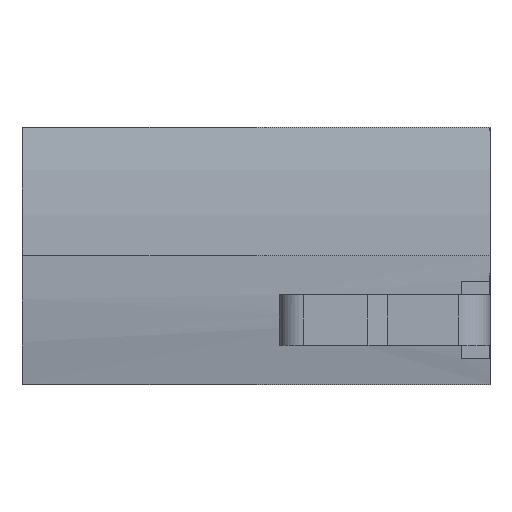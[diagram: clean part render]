
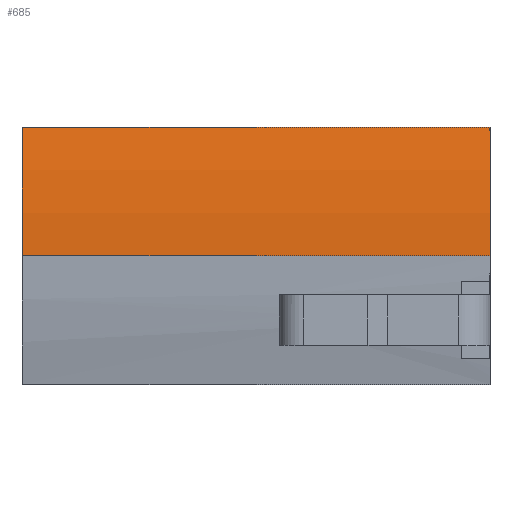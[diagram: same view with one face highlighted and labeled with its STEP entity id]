
A CAD part, top view. The second image highlights one B-rep face of the part: STEP entity #685.
In plain terms, the highlighted cylindrical face has radius 200 mm (diameter 400 mm), a partial arc.
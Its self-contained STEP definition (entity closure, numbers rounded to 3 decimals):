
#404=CARTESIAN_POINT('Axis2P3D Location',(-70.4,0.,26.1)) ;
#409=CARTESIAN_POINT('Line Origine',(-70.4,0.,226.1)) ;
#413=CARTESIAN_POINT('Vertex',(-70.4,0.,226.1)) ;
#415=CARTESIAN_POINT('Vertex',(89.6,0.,226.1)) ;
#660=CARTESIAN_POINT('Axis2P3D Location',(89.6,0.,26.1)) ;
#664=CARTESIAN_POINT('Vertex',(89.6,44.,221.2)) ;
#667=CARTESIAN_POINT('Line Origine',(-70.4,44.,221.2)) ;
#671=CARTESIAN_POINT('Vertex',(-70.4,44.,221.2)) ;
#674=CARTESIAN_POINT('Axis2P3D Location',(-70.4,0.,26.1)) ;
#411=VECTOR('Line Direction',#410,1.) ;
#669=VECTOR('Line Direction',#668,1.) ;
#405=DIRECTION('Axis2P3D Direction',(1.,0.,0.)) ;
#406=DIRECTION('Axis2P3D XDirection',(0.,0.,1.)) ;
#410=DIRECTION('Vector Direction',(1.,0.,0.)) ;
#661=DIRECTION('Axis2P3D Direction',(1.,0.,0.)) ;
#668=DIRECTION('Vector Direction',(1.,0.,0.)) ;
#675=DIRECTION('Axis2P3D Direction',(1.,0.,0.)) ;
#407=AXIS2_PLACEMENT_3D('Cylinder Axis2P3D',#404,#405,#406) ;
#662=AXIS2_PLACEMENT_3D('Circle Axis2P3D',#660,#661,$) ;
#676=AXIS2_PLACEMENT_3D('Circle Axis2P3D',#674,#675,$) ;
#412=LINE('Line',#409,#411) ;
#670=LINE('Line',#667,#669) ;
#663=CIRCLE('generated circle',#662,200.) ;
#677=CIRCLE('generated circle',#676,200.) ;
#408=CYLINDRICAL_SURFACE('generated cylinder',#407,200.) ;
#417=EDGE_CURVE('',#414,#416,#412,.T.) ;
#666=EDGE_CURVE('',#416,#665,#663,.F.) ;
#673=EDGE_CURVE('',#672,#665,#670,.T.) ;
#678=EDGE_CURVE('',#414,#672,#677,.F.) ;
#680=ORIENTED_EDGE('',*,*,#417,.T.) ;
#681=ORIENTED_EDGE('',*,*,#666,.T.) ;
#682=ORIENTED_EDGE('',*,*,#673,.F.) ;
#683=ORIENTED_EDGE('',*,*,#678,.F.) ;
#679=EDGE_LOOP('',(#680,#681,#682,#683)) ;
#414=VERTEX_POINT('',#413) ;
#416=VERTEX_POINT('',#415) ;
#665=VERTEX_POINT('',#664) ;
#672=VERTEX_POINT('',#671) ;
#685=ADVANCED_FACE('LUMP1',(#684),#408,.T.) ;
#684=FACE_OUTER_BOUND('',#679,.T.) ;
